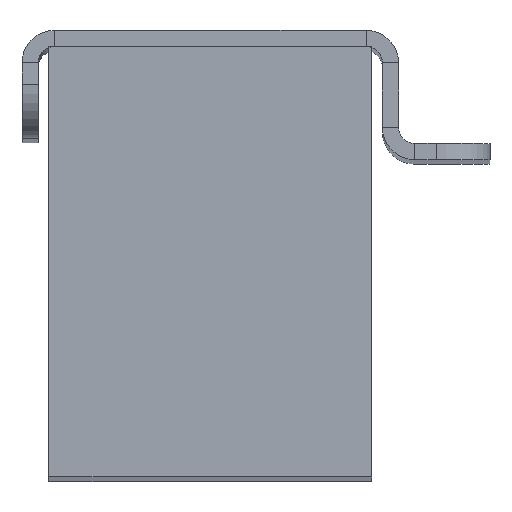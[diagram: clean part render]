
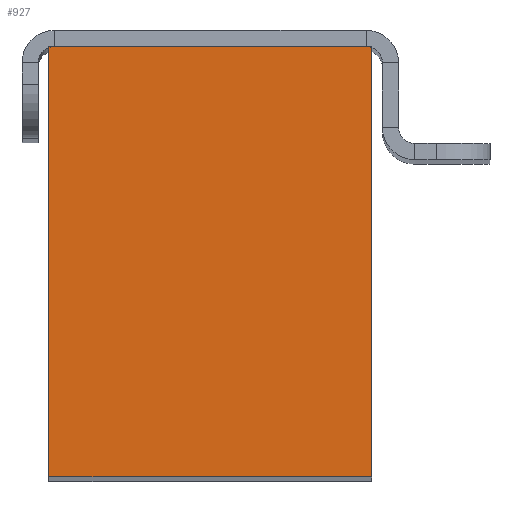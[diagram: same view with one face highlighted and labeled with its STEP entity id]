
A CAD part, top view. The second image highlights one B-rep face of the part: STEP entity #927.
In plain terms, the highlighted planar face has unit normal (0, 0, 1).
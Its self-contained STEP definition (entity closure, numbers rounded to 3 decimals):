
#9 = CARTESIAN_POINT ( 'NONE',  ( 0., 15., 121. ) ) ;
#25 = CARTESIAN_POINT ( 'NONE',  ( 40., 15., 121. ) ) ;
#58 = ORIENTED_EDGE ( 'NONE', *, *, #1329, .T. ) ;
#104 = DIRECTION ( 'NONE',  ( 0., 1., 0. ) ) ;
#105 = LINE ( 'NONE', #349, #1280 ) ;
#143 = VERTEX_POINT ( 'NONE', #1049 ) ;
#202 = DIRECTION ( 'NONE',  ( 0., 0., -1. ) ) ;
#234 = DIRECTION ( 'NONE',  ( -1., 0., 0. ) ) ;
#254 = DIRECTION ( 'NONE',  ( -1., 0., 0. ) ) ;
#296 = VERTEX_POINT ( 'NONE', #25 ) ;
#320 = VECTOR ( 'NONE', #1122, 1000. ) ;
#333 = EDGE_LOOP ( 'NONE', ( #1351, #1011, #925, #58 ) ) ;
#340 = VERTEX_POINT ( 'NONE', #968 ) ;
#349 = CARTESIAN_POINT ( 'NONE',  ( 0., -15., 121. ) ) ;
#368 = EDGE_CURVE ( 'NONE', #296, #143, #697, .T. ) ;
#413 = VECTOR ( 'NONE', #234, 1000. ) ;
#425 = CARTESIAN_POINT ( 'NONE',  ( 40., -15., 121. ) ) ;
#508 = CARTESIAN_POINT ( 'NONE',  ( 40., -15., 121. ) ) ;
#509 = EDGE_CURVE ( 'NONE', #143, #340, #1195, .T. ) ;
#543 = VECTOR ( 'NONE', #254, 1000. ) ;
#577 = CARTESIAN_POINT ( 'NONE',  ( 40., -15., 121. ) ) ;
#617 = PLANE ( 'NONE',  #840 ) ;
#697 = LINE ( 'NONE', #577, #320 ) ;
#840 = AXIS2_PLACEMENT_3D ( 'NONE', #508, #202, #104 ) ;
#858 = DIRECTION ( 'NONE',  ( 0., -1., 0. ) ) ;
#895 = CARTESIAN_POINT ( 'NONE',  ( 40., 15., 121. ) ) ;
#925 = ORIENTED_EDGE ( 'NONE', *, *, #368, .F. ) ;
#927 = ADVANCED_FACE ( 'NONE', ( #1043 ), #617, .F. ) ;
#968 = CARTESIAN_POINT ( 'NONE',  ( 0., -15., 121. ) ) ;
#1011 = ORIENTED_EDGE ( 'NONE', *, *, #509, .F. ) ;
#1043 = FACE_OUTER_BOUND ( 'NONE', #333, .T. ) ;
#1049 = CARTESIAN_POINT ( 'NONE',  ( 40., -15., 121. ) ) ;
#1122 = DIRECTION ( 'NONE',  ( 0., -1., 0. ) ) ;
#1145 = VERTEX_POINT ( 'NONE', #9 ) ;
#1149 = EDGE_CURVE ( 'NONE', #1145, #340, #105, .T. ) ;
#1195 = LINE ( 'NONE', #425, #413 ) ;
#1280 = VECTOR ( 'NONE', #858, 1000. ) ;
#1329 = EDGE_CURVE ( 'NONE', #296, #1145, #1350, .T. ) ;
#1350 = LINE ( 'NONE', #895, #543 ) ;
#1351 = ORIENTED_EDGE ( 'NONE', *, *, #1149, .T. ) ;
